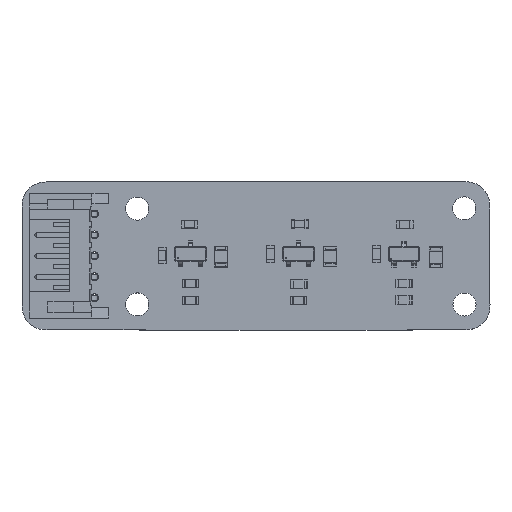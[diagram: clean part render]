
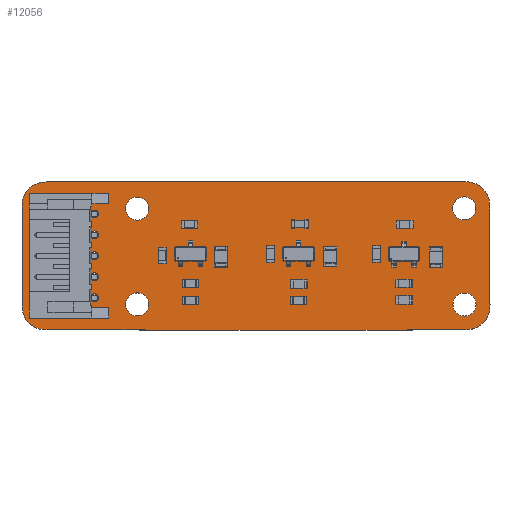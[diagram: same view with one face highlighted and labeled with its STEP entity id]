
A CAD part, top view. The second image highlights one B-rep face of the part: STEP entity #12056.
In plain terms, the highlighted planar face has unit normal (0, 0, 1).
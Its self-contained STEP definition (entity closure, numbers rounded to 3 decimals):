
#11752 = VERTEX_POINT('',#11753);
#11753 = CARTESIAN_POINT('',(157.82,-81.26,1.51));
#11759 = EDGE_CURVE('',#11752,#11760,#11762,.T.);
#11760 = VERTEX_POINT('',#11761);
#11761 = CARTESIAN_POINT('',(160.23,-83.56,1.51));
#11762 = CIRCLE('',#11763,2.236);
#11763 = AXIS2_PLACEMENT_3D('',#11764,#11765,#11766);
#11764 = CARTESIAN_POINT('',(157.995,-83.489,1.51));
#11765 = DIRECTION('',(0.,0.,-1.));
#11766 = DIRECTION('',(-0.078,0.997,0.));
#11794 = VERTEX_POINT('',#11795);
#11795 = CARTESIAN_POINT('',(117.858,-81.269,1.51));
#11801 = EDGE_CURVE('',#11794,#11752,#11802,.T.);
#11802 = LINE('',#11803,#11804);
#11803 = CARTESIAN_POINT('',(117.858,-81.269,1.51));
#11804 = VECTOR('',#11805,1.);
#11805 = DIRECTION('',(1.,0.,0.));
#11823 = EDGE_CURVE('',#11760,#11824,#11826,.T.);
#11824 = VERTEX_POINT('',#11825);
#11825 = CARTESIAN_POINT('',(160.25,-92.97,1.51));
#11826 = LINE('',#11827,#11828);
#11827 = CARTESIAN_POINT('',(160.23,-83.56,1.51));
#11828 = VECTOR('',#11829,1.);
#11829 = DIRECTION('',(0.002,-1.,0.));
#12056 = ADVANCED_FACE('',(#12057,#12159,#12170,#12181,#12192,#12203,
    #12214,#12225,#12236,#12247),#12258,.T.);
#12057 = FACE_BOUND('',#12058,.T.);
#12058 = EDGE_LOOP('',(#12059,#12060,#12061,#12070,#12078,#12087,#12095,
    #12103,#12111,#12119,#12127,#12135,#12143,#12151,#12158));
#12059 = ORIENTED_EDGE('',*,*,#11759,.F.);
#12060 = ORIENTED_EDGE('',*,*,#11801,.F.);
#12061 = ORIENTED_EDGE('',*,*,#12062,.F.);
#12062 = EDGE_CURVE('',#12063,#11794,#12065,.T.);
#12063 = VERTEX_POINT('',#12064);
#12064 = CARTESIAN_POINT('',(115.558,-83.679,1.51));
#12065 = CIRCLE('',#12066,2.236);
#12066 = AXIS2_PLACEMENT_3D('',#12067,#12068,#12069);
#12067 = CARTESIAN_POINT('',(117.788,-83.504,1.51));
#12068 = DIRECTION('',(0.,0.,-1.));
#12069 = DIRECTION('',(-0.997,-0.078,-0.));
#12070 = ORIENTED_EDGE('',*,*,#12071,.F.);
#12071 = EDGE_CURVE('',#12072,#12063,#12074,.T.);
#12072 = VERTEX_POINT('',#12073);
#12073 = CARTESIAN_POINT('',(115.559,-93.082,1.51));
#12074 = LINE('',#12075,#12076);
#12075 = CARTESIAN_POINT('',(115.559,-93.082,1.51));
#12076 = VECTOR('',#12077,1.);
#12077 = DIRECTION('',(0.,1.,0.));
#12078 = ORIENTED_EDGE('',*,*,#12079,.F.);
#12079 = EDGE_CURVE('',#12080,#12072,#12082,.T.);
#12080 = VERTEX_POINT('',#12081);
#12081 = CARTESIAN_POINT('',(117.969,-95.382,1.51));
#12082 = CIRCLE('',#12083,2.236);
#12083 = AXIS2_PLACEMENT_3D('',#12084,#12085,#12086);
#12084 = CARTESIAN_POINT('',(117.794,-93.152,1.51));
#12085 = DIRECTION('',(0.,0.,-1.));
#12086 = DIRECTION('',(0.078,-0.997,0.));
#12087 = ORIENTED_EDGE('',*,*,#12088,.F.);
#12088 = EDGE_CURVE('',#12089,#12080,#12091,.T.);
#12089 = VERTEX_POINT('',#12090);
#12090 = CARTESIAN_POINT('',(126.65,-95.4,1.51));
#12091 = LINE('',#12092,#12093);
#12092 = CARTESIAN_POINT('',(126.65,-95.4,1.51));
#12093 = VECTOR('',#12094,1.);
#12094 = DIRECTION('',(-1.,0.002,0.));
#12095 = ORIENTED_EDGE('',*,*,#12096,.F.);
#12096 = EDGE_CURVE('',#12097,#12089,#12099,.T.);
#12097 = VERTEX_POINT('',#12098);
#12098 = CARTESIAN_POINT('',(129.065,-95.41,1.51));
#12099 = LINE('',#12100,#12101);
#12100 = CARTESIAN_POINT('',(129.065,-95.41,1.51));
#12101 = VECTOR('',#12102,1.);
#12102 = DIRECTION('',(-1.,0.004,0.));
#12103 = ORIENTED_EDGE('',*,*,#12104,.F.);
#12104 = EDGE_CURVE('',#12105,#12097,#12107,.T.);
#12105 = VERTEX_POINT('',#12106);
#12106 = CARTESIAN_POINT('',(133.565,-95.41,1.51));
#12107 = LINE('',#12108,#12109);
#12108 = CARTESIAN_POINT('',(133.565,-95.41,1.51));
#12109 = VECTOR('',#12110,1.);
#12110 = DIRECTION('',(-1.,0.,0.));
#12111 = ORIENTED_EDGE('',*,*,#12112,.F.);
#12112 = EDGE_CURVE('',#12113,#12105,#12115,.T.);
#12113 = VERTEX_POINT('',#12114);
#12114 = CARTESIAN_POINT('',(137.54,-95.41,1.51));
#12115 = LINE('',#12116,#12117);
#12116 = CARTESIAN_POINT('',(137.54,-95.41,1.51));
#12117 = VECTOR('',#12118,1.);
#12118 = DIRECTION('',(-1.,0.,0.));
#12119 = ORIENTED_EDGE('',*,*,#12120,.F.);
#12120 = EDGE_CURVE('',#12121,#12113,#12123,.T.);
#12121 = VERTEX_POINT('',#12122);
#12122 = CARTESIAN_POINT('',(142.04,-95.41,1.51));
#12123 = LINE('',#12124,#12125);
#12124 = CARTESIAN_POINT('',(142.04,-95.41,1.51));
#12125 = VECTOR('',#12126,1.);
#12126 = DIRECTION('',(-1.,0.,0.));
#12127 = ORIENTED_EDGE('',*,*,#12128,.F.);
#12128 = EDGE_CURVE('',#12129,#12121,#12131,.T.);
#12129 = VERTEX_POINT('',#12130);
#12130 = CARTESIAN_POINT('',(146.015,-95.41,1.51));
#12131 = LINE('',#12132,#12133);
#12132 = CARTESIAN_POINT('',(146.015,-95.41,1.51));
#12133 = VECTOR('',#12134,1.);
#12134 = DIRECTION('',(-1.,0.,0.));
#12135 = ORIENTED_EDGE('',*,*,#12136,.F.);
#12136 = EDGE_CURVE('',#12137,#12129,#12139,.T.);
#12137 = VERTEX_POINT('',#12138);
#12138 = CARTESIAN_POINT('',(150.515,-95.41,1.51));
#12139 = LINE('',#12140,#12141);
#12140 = CARTESIAN_POINT('',(150.515,-95.41,1.51));
#12141 = VECTOR('',#12142,1.);
#12142 = DIRECTION('',(-1.,0.,0.));
#12143 = ORIENTED_EDGE('',*,*,#12144,.F.);
#12144 = EDGE_CURVE('',#12145,#12137,#12147,.T.);
#12145 = VERTEX_POINT('',#12146);
#12146 = CARTESIAN_POINT('',(157.95,-95.38,1.51));
#12147 = LINE('',#12148,#12149);
#12148 = CARTESIAN_POINT('',(157.95,-95.38,1.51));
#12149 = VECTOR('',#12150,1.);
#12150 = DIRECTION('',(-1.,-0.004,0.));
#12151 = ORIENTED_EDGE('',*,*,#12152,.F.);
#12152 = EDGE_CURVE('',#11824,#12145,#12153,.T.);
#12153 = CIRCLE('',#12154,2.236);
#12154 = AXIS2_PLACEMENT_3D('',#12155,#12156,#12157);
#12155 = CARTESIAN_POINT('',(158.021,-93.145,1.51));
#12156 = DIRECTION('',(0.,0.,-1.));
#12157 = DIRECTION('',(0.997,0.078,0.));
#12158 = ORIENTED_EDGE('',*,*,#11823,.F.);
#12159 = FACE_BOUND('',#12160,.T.);
#12160 = EDGE_LOOP('',(#12161));
#12161 = ORIENTED_EDGE('',*,*,#12162,.T.);
#12162 = EDGE_CURVE('',#12163,#12163,#12165,.T.);
#12163 = VERTEX_POINT('',#12164);
#12164 = CARTESIAN_POINT('',(126.565,-94.06,1.51));
#12165 = CIRCLE('',#12166,1.1);
#12166 = AXIS2_PLACEMENT_3D('',#12167,#12168,#12169);
#12167 = CARTESIAN_POINT('',(126.565,-92.96,1.51));
#12168 = DIRECTION('',(-0.,0.,-1.));
#12169 = DIRECTION('',(0.,-1.,-0.));
#12170 = FACE_BOUND('',#12171,.T.);
#12171 = EDGE_LOOP('',(#12172));
#12172 = ORIENTED_EDGE('',*,*,#12173,.T.);
#12173 = EDGE_CURVE('',#12174,#12174,#12176,.T.);
#12174 = VERTEX_POINT('',#12175);
#12175 = CARTESIAN_POINT('',(122.48,-92.695,1.51));
#12176 = CIRCLE('',#12177,0.375);
#12177 = AXIS2_PLACEMENT_3D('',#12178,#12179,#12180);
#12178 = CARTESIAN_POINT('',(122.48,-92.32,1.51));
#12179 = DIRECTION('',(-0.,0.,-1.));
#12180 = DIRECTION('',(-0.,-1.,0.));
#12181 = FACE_BOUND('',#12182,.T.);
#12182 = EDGE_LOOP('',(#12183));
#12183 = ORIENTED_EDGE('',*,*,#12184,.T.);
#12184 = EDGE_CURVE('',#12185,#12185,#12187,.T.);
#12185 = VERTEX_POINT('',#12186);
#12186 = CARTESIAN_POINT('',(122.48,-90.695,1.51));
#12187 = CIRCLE('',#12188,0.375);
#12188 = AXIS2_PLACEMENT_3D('',#12189,#12190,#12191);
#12189 = CARTESIAN_POINT('',(122.48,-90.32,1.51));
#12190 = DIRECTION('',(-0.,0.,-1.));
#12191 = DIRECTION('',(-0.,-1.,0.));
#12192 = FACE_BOUND('',#12193,.T.);
#12193 = EDGE_LOOP('',(#12194));
#12194 = ORIENTED_EDGE('',*,*,#12195,.T.);
#12195 = EDGE_CURVE('',#12196,#12196,#12198,.T.);
#12196 = VERTEX_POINT('',#12197);
#12197 = CARTESIAN_POINT('',(157.815,-94.07,1.51));
#12198 = CIRCLE('',#12199,1.1);
#12199 = AXIS2_PLACEMENT_3D('',#12200,#12201,#12202);
#12200 = CARTESIAN_POINT('',(157.815,-92.97,1.51));
#12201 = DIRECTION('',(-0.,0.,-1.));
#12202 = DIRECTION('',(-0.,-1.,0.));
#12203 = FACE_BOUND('',#12204,.T.);
#12204 = EDGE_LOOP('',(#12205));
#12205 = ORIENTED_EDGE('',*,*,#12206,.T.);
#12206 = EDGE_CURVE('',#12207,#12207,#12209,.T.);
#12207 = VERTEX_POINT('',#12208);
#12208 = CARTESIAN_POINT('',(122.48,-88.695,1.51));
#12209 = CIRCLE('',#12210,0.375);
#12210 = AXIS2_PLACEMENT_3D('',#12211,#12212,#12213);
#12211 = CARTESIAN_POINT('',(122.48,-88.32,1.51));
#12212 = DIRECTION('',(-0.,0.,-1.));
#12213 = DIRECTION('',(-0.,-1.,0.));
#12214 = FACE_BOUND('',#12215,.T.);
#12215 = EDGE_LOOP('',(#12216));
#12216 = ORIENTED_EDGE('',*,*,#12217,.T.);
#12217 = EDGE_CURVE('',#12218,#12218,#12220,.T.);
#12218 = VERTEX_POINT('',#12219);
#12219 = CARTESIAN_POINT('',(122.48,-86.695,1.51));
#12220 = CIRCLE('',#12221,0.375);
#12221 = AXIS2_PLACEMENT_3D('',#12222,#12223,#12224);
#12222 = CARTESIAN_POINT('',(122.48,-86.32,1.51));
#12223 = DIRECTION('',(-0.,0.,-1.));
#12224 = DIRECTION('',(-0.,-1.,0.));
#12225 = FACE_BOUND('',#12226,.T.);
#12226 = EDGE_LOOP('',(#12227));
#12227 = ORIENTED_EDGE('',*,*,#12228,.T.);
#12228 = EDGE_CURVE('',#12229,#12229,#12231,.T.);
#12229 = VERTEX_POINT('',#12230);
#12230 = CARTESIAN_POINT('',(122.48,-84.695,1.51));
#12231 = CIRCLE('',#12232,0.375);
#12232 = AXIS2_PLACEMENT_3D('',#12233,#12234,#12235);
#12233 = CARTESIAN_POINT('',(122.48,-84.32,1.51));
#12234 = DIRECTION('',(-0.,0.,-1.));
#12235 = DIRECTION('',(-0.,-1.,0.));
#12236 = FACE_BOUND('',#12237,.T.);
#12237 = EDGE_LOOP('',(#12238));
#12238 = ORIENTED_EDGE('',*,*,#12239,.T.);
#12239 = EDGE_CURVE('',#12240,#12240,#12242,.T.);
#12240 = VERTEX_POINT('',#12241);
#12241 = CARTESIAN_POINT('',(126.56,-84.91,1.51));
#12242 = CIRCLE('',#12243,1.1);
#12243 = AXIS2_PLACEMENT_3D('',#12244,#12245,#12246);
#12244 = CARTESIAN_POINT('',(126.56,-83.81,1.51));
#12245 = DIRECTION('',(-0.,0.,-1.));
#12246 = DIRECTION('',(-0.,-1.,0.));
#12247 = FACE_BOUND('',#12248,.T.);
#12248 = EDGE_LOOP('',(#12249));
#12249 = ORIENTED_EDGE('',*,*,#12250,.T.);
#12250 = EDGE_CURVE('',#12251,#12251,#12253,.T.);
#12251 = VERTEX_POINT('',#12252);
#12252 = CARTESIAN_POINT('',(157.79,-84.89,1.51));
#12253 = CIRCLE('',#12254,1.1);
#12254 = AXIS2_PLACEMENT_3D('',#12255,#12256,#12257);
#12255 = CARTESIAN_POINT('',(157.79,-83.79,1.51));
#12256 = DIRECTION('',(-0.,0.,-1.));
#12257 = DIRECTION('',(-0.,-1.,0.));
#12258 = PLANE('',#12259);
#12259 = AXIS2_PLACEMENT_3D('',#12260,#12261,#12262);
#12260 = CARTESIAN_POINT('',(0.,0.,1.51));
#12261 = DIRECTION('',(0.,0.,1.));
#12262 = DIRECTION('',(1.,0.,-0.));
